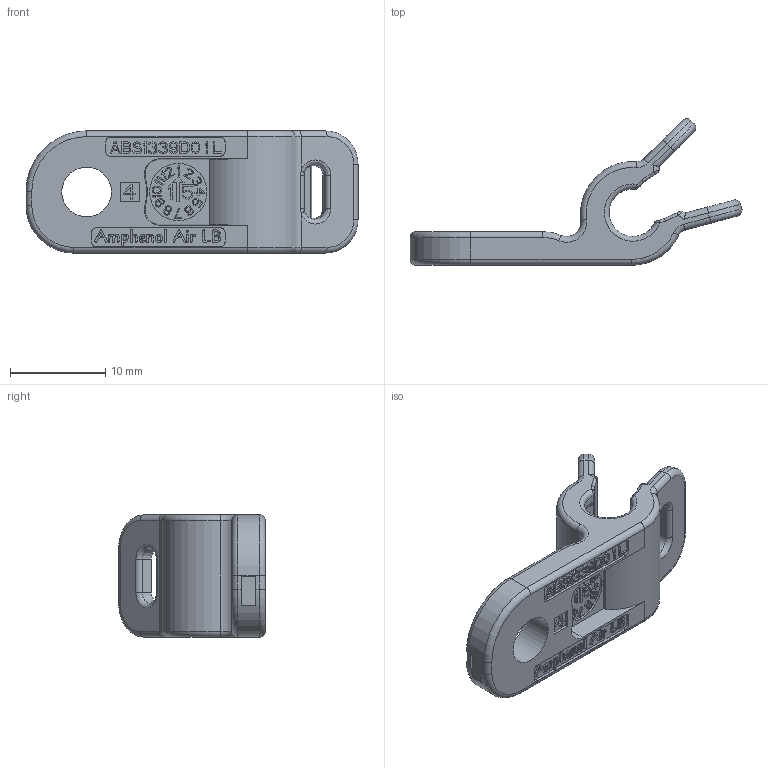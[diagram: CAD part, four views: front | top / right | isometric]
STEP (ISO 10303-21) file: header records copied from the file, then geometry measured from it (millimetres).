
FILE_DESCRIPTION((''),'2;1');
FILE_NAME('35068021539SCC','2020-07-02T',('presta_be4'),(''),'CREO PARAMETRIC BY PTC INC, 2018360','CREO PARAMETRIC BY PTC INC, 2018360','');
FILE_SCHEMA(('CONFIG_CONTROL_DESIGN'));
Length unit declared in the file: millimetre
Products named in the file (1): 35068021539SCC
Bounding box: 34.78 x 15.35 x 12.8 mm (x, y, z)
Volume: 1525.1 mm3; surface area: 1706.8 mm2
Topology: 1 solids, 1 shells, 1385 faces, 3862 edges, 2546 vertices
Faces by surface type: plane 1046, extrusion 204, cylinder 69, torus 35, bspline 26, cone 5
Entity records: 49953 total; most frequent: CARTESIAN_POINT 15258, ORIENTED_EDGE 7724, DIRECTION 6057, EDGE_CURVE 3862, VECTOR 3407, LINE 3203, VERTEX_POINT 2546, EDGE_LOOP 1458
